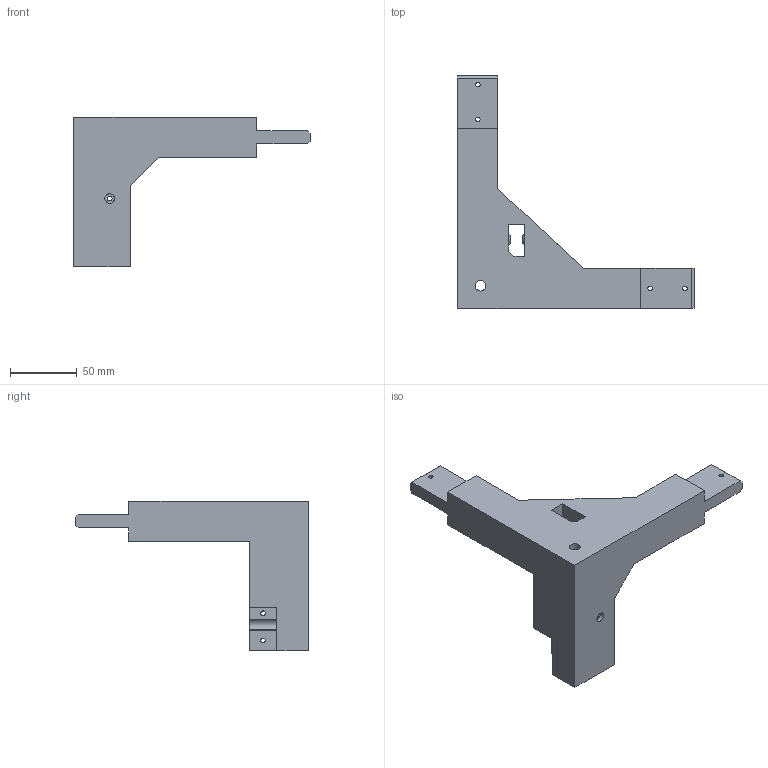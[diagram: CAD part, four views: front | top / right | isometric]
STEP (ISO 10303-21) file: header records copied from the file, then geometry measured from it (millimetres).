
FILE_DESCRIPTION(('FreeCAD Model'),'2;1');
FILE_NAME('Open CASCADE Shape Model','2024-01-29T22:24:13',(''),(''), 'Open CASCADE STEP processor 7.6','FreeCAD','Unknown');
FILE_SCHEMA(('AUTOMOTIVE_DESIGN { 1 0 10303 214 1 1 1 1 }'));
Length unit declared in the file: millimetre
Products named in the file (1): Pocket012
Bounding box: 177 x 174.5 x 112 mm (x, y, z)
Volume: 406901.1 mm3; surface area: 63050.6 mm2
Topology: 1 solids, 1 shells, 98 faces, 262 edges, 173 vertices
Faces by surface type: plane 76, cylinder 19, cone 3
Full cylindrical faces by diameter (mm): 3.391 x2, 3.397 x2, 3.48 x1, 3.489 x1, 3.496 x1, 4.8 x6, 7.2 x2, 8.011 x1, 11.492 x1, 12.214 x1
Entity records: 6350 total; most frequent: CARTESIAN_POINT 1334, DIRECTION 823, LINE 527, VECTOR 527, ORIENTED_EDGE 522, PCURVE 522, DEFINITIONAL_REPRESENTATION 522, EDGE_CURVE 261
